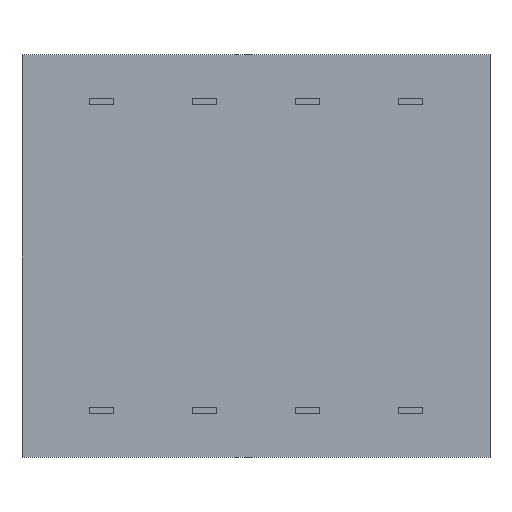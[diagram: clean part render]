
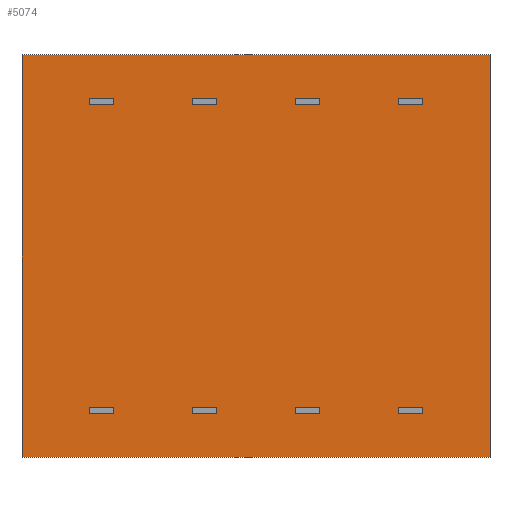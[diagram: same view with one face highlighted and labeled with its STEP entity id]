
A CAD part, front view. The second image highlights one B-rep face of the part: STEP entity #5074.
In plain terms, the highlighted planar face has unit normal (0, -1, 0).
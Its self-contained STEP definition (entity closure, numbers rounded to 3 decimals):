
#412=FACE_OUTER_BOUND('',#726,.T.);
#726=EDGE_LOOP('',(#3491,#3492,#3493,#3494));
#1081=LINE('',#6739,#1625);
#1093=LINE('',#6762,#1637);
#1094=LINE('',#6765,#1638);
#1095=LINE('',#6766,#1639);
#1625=VECTOR('',#5729,10.);
#1637=VECTOR('',#5751,10.);
#1638=VECTOR('',#5754,10.);
#1639=VECTOR('',#5755,10.);
#2150=VERTEX_POINT('',#6736);
#2151=VERTEX_POINT('',#6738);
#2157=VERTEX_POINT('',#6760);
#2158=VERTEX_POINT('',#6764);
#2665=EDGE_CURVE('',#2151,#2150,#1081,.T.);
#2677=EDGE_CURVE('',#2150,#2157,#1093,.T.);
#2678=EDGE_CURVE('',#2158,#2157,#1094,.T.);
#2679=EDGE_CURVE('',#2151,#2158,#1095,.T.);
#3491=ORIENTED_EDGE('',*,*,#2665,.T.);
#3492=ORIENTED_EDGE('',*,*,#2677,.T.);
#3493=ORIENTED_EDGE('',*,*,#2678,.F.);
#3494=ORIENTED_EDGE('',*,*,#2679,.F.);
#4864=PLANE('',#5424);
#5074=ADVANCED_FACE('',(#412),#4864,.T.);
#5424=AXIS2_PLACEMENT_3D('',#6763,#5752,#5753);
#5729=DIRECTION('',(0.,0.,-1.));
#5751=DIRECTION('',(1.,0.,0.));
#5752=DIRECTION('center_axis',(0.,-1.,0.));
#5753=DIRECTION('ref_axis',(0.,0.,-1.));
#5754=DIRECTION('',(0.,0.,-1.));
#5755=DIRECTION('',(1.,0.,0.));
#6736=CARTESIAN_POINT('',(-5.76,0.,-4.95));
#6738=CARTESIAN_POINT('',(-5.76,0.,4.95));
#6739=CARTESIAN_POINT('',(-5.76,0.,4.95));
#6760=CARTESIAN_POINT('',(5.76,0.,-4.95));
#6762=CARTESIAN_POINT('',(-5.76,0.,-4.95));
#6763=CARTESIAN_POINT('Origin',(-5.76,0.,4.95));
#6764=CARTESIAN_POINT('',(5.76,0.,4.95));
#6765=CARTESIAN_POINT('',(5.76,0.,4.95));
#6766=CARTESIAN_POINT('',(-5.76,0.,4.95));
